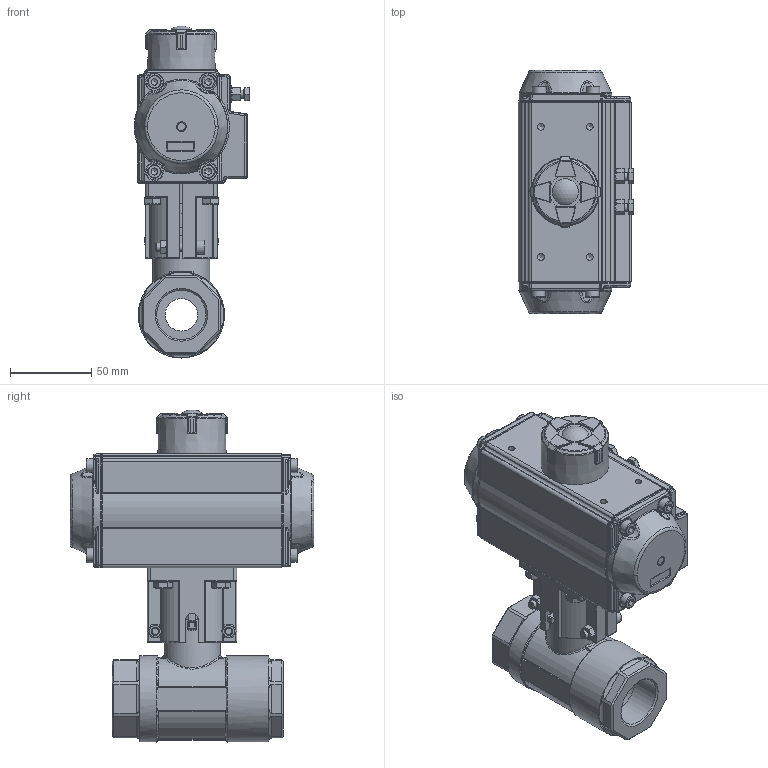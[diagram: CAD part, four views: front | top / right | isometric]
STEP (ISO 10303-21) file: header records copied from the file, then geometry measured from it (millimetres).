
FILE_DESCRIPTION(/* description */ ('Unknown'),/* implementation_level */ '2;1');
FILE_NAME(/* name */ 'PD02 0814-06',/* time_stamp */ '2025-03-28T11:04:53+01:00',/* author */ ('Unknown'),/* organization */ ('Unknown'),/* preprocessor_version */ 'ST-DEVELOPER v19.4',/* originating_system */ 'Solid Edge',/* authorisation */ 'Unknown');
FILE_SCHEMA (('AUTOMOTIVE_DESIGN {1 0 10303 214 3 1 1}'));
Products named in the file (22): PD020814-06; 814-06_Körper; 49860104_Spindeladapter SW11x11x13_Tasche 10x15x9_BL.25_ø25; 49899024_(Montage-Backen F05); Backen F05, Durchmesser 36; WUERTH 03225 hexagonal nut DIN 934  M5 A2 BLK_EDST; DIN912_M5x25; DIN 933 M6x22 A2-70 BLK_EDST; PD02_PE01; vt50-2016-06-25; hex bolt gradeab_din_ISO 4014 - M5 x 25 x 16-N; huosai50; vt50-2016-06-25 _______MIR; zhou50; VTE50____; plain washers-n series-grade a gb_GB_FASTENER_WASHER_PWNA 5; hex nut gradec_din_Hexagon Nut ISO 4034 - M5 - N; Optische Anzeige; ______; ________(___________; cup head nib bolts with large head gb_GB_FASTENER_BOLT_CHNBW M6X25-N; socket head cap screw_din_DIN 912 M5 x 16 --- 16N
Assembly tree (41 placements, depth 4):
  PD020814-06
    814-06_Körper
    49860104_Spindeladapter SW11x11x13_Tasche 10x15x9_BL.25_ø25
    49899024_(Montage-Backen F05)
      Backen F05, Durchmesser 36  x2
      WUERTH 03225 hexagonal nut DIN 934  M5 A2 BLK_EDST  x2
      DIN912_M5x25  x2
    DIN 933 M6x22 A2-70 BLK_EDST  x4
    PD02_PE01
      vt50-2016-06-25
      hex bolt gradeab_din_ISO 4014 - M5 x 25 x 16-N  x2
      huosai50  x2
      vt50-2016-06-25 _______MIR
      zhou50
      VTE50____
      plain washers-n series-grade a gb_GB_FASTENER_WASHER_PWNA 5  x2
      hex nut gradec_din_Hexagon Nut ISO 4034 - M5 - N  x2
      Optische Anzeige
        ______
        ________(___________  x4
        cup head nib bolts with large head gb_GB_FASTENER_BOLT_CHNBW M6X25-N
      socket head cap screw_din_DIN 912 M5 x 16 --- 16N  x8
Bounding box: 70.92 x 149.4 x 203.81 mm (x, y, z)
Volume: 633326.6 mm3; surface area: 202061.2 mm2
Topology: 38 solids, 38 shells, 2869 faces, 7020 edges, 4315 vertices
Faces by surface type: plane 996, cylinder 828, bspline 390, torus 339, cone 275, sphere 41
Full cylindrical faces by diameter (mm): 2.5 x2, 3 x16, 3.3 x8, 4.134 x22, 4.2 x2, 4.66 x1, 4.917 x7, 5 x14, 5.3 x2, 5.5 x1, 5.6 x4, 6 x5, 6.2 x1, 7 x4, 8 x2, 8.5 x10, 8.566 x2, 10 x8, 11 x1, 11.4 x1, 12 x2, 12.5 x2, 12.9 x1, 13 x12, 13.5 x2, 14 x5, 16.5 x2, 20 x1, 21.2 x1, 21.4 x1
Entity records: 72446 total; most frequent: CARTESIAN_POINT 26990, ORIENTED_EDGE 9084, DIRECTION 8257, EDGE_CURVE 4542, AXIS2_PLACEMENT_3D 3245, VERTEX_POINT 3001, FACE_BOUND 2461, EDGE_LOOP 2440
